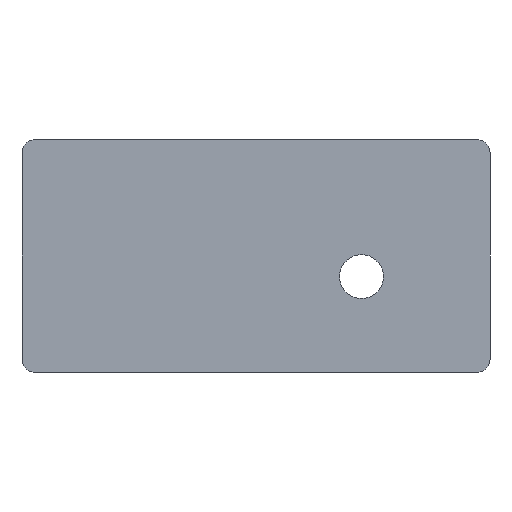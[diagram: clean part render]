
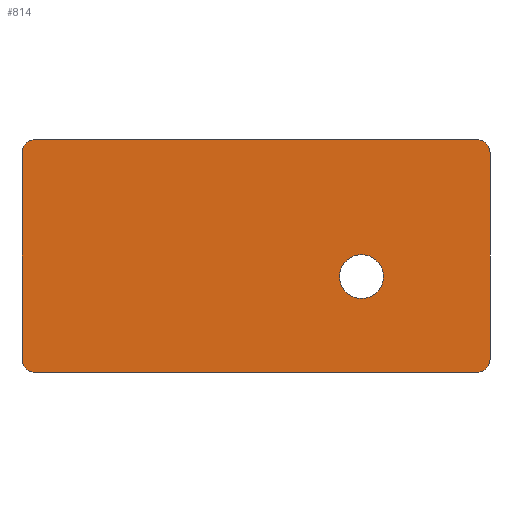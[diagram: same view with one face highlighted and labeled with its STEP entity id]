
A CAD part, front view. The second image highlights one B-rep face of the part: STEP entity #814.
In plain terms, the highlighted planar face has unit normal (0, -1, 0).
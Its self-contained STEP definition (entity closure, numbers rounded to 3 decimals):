
#19=FACE_BOUND('',#138,.T.);
#53=PLANE('',#885);
#94=FACE_OUTER_BOUND('',#137,.T.);
#137=EDGE_LOOP('',(#758,#759,#760,#761,#762,#763,#764,#765));
#138=EDGE_LOOP('',(#766));
#169=LINE('',#1176,#267);
#174=LINE('',#1190,#272);
#235=LINE('',#1328,#333);
#236=LINE('',#1330,#334);
#267=VECTOR('',#936,10.);
#272=VECTOR('',#951,10.);
#333=VECTOR('',#1094,10.);
#334=VECTOR('',#1097,10.);
#336=CIRCLE('',#831,2.);
#341=CIRCLE('',#839,2.);
#342=CIRCLE('',#841,2.);
#343=CIRCLE('',#844,2.);
#348=CIRCLE('',#861,3.3);
#351=VERTEX_POINT('',#1105);
#352=VERTEX_POINT('',#1107);
#384=VERTEX_POINT('',#1175);
#385=VERTEX_POINT('',#1179);
#386=VERTEX_POINT('',#1183);
#387=VERTEX_POINT('',#1185);
#388=VERTEX_POINT('',#1189);
#389=VERTEX_POINT('',#1193);
#406=VERTEX_POINT('',#1247);
#427=EDGE_CURVE('',#351,#352,#336,.T.);
#461=EDGE_CURVE('',#384,#352,#169,.T.);
#463=EDGE_CURVE('',#384,#385,#341,.T.);
#466=EDGE_CURVE('',#386,#387,#342,.T.);
#468=EDGE_CURVE('',#388,#387,#174,.T.);
#470=EDGE_CURVE('',#388,#389,#343,.T.);
#497=EDGE_CURVE('',#406,#406,#348,.T.);
#537=EDGE_CURVE('',#386,#385,#235,.T.);
#538=EDGE_CURVE('',#351,#389,#236,.T.);
#758=ORIENTED_EDGE('',*,*,#427,.F.);
#759=ORIENTED_EDGE('',*,*,#538,.T.);
#760=ORIENTED_EDGE('',*,*,#470,.F.);
#761=ORIENTED_EDGE('',*,*,#468,.T.);
#762=ORIENTED_EDGE('',*,*,#466,.F.);
#763=ORIENTED_EDGE('',*,*,#537,.T.);
#764=ORIENTED_EDGE('',*,*,#463,.F.);
#765=ORIENTED_EDGE('',*,*,#461,.T.);
#766=ORIENTED_EDGE('',*,*,#497,.T.);
#814=ADVANCED_FACE('',(#94,#19),#53,.F.);
#831=AXIS2_PLACEMENT_3D('',#1108,#893,#894);
#839=AXIS2_PLACEMENT_3D('',#1180,#940,#941);
#841=AXIS2_PLACEMENT_3D('',#1186,#946,#947);
#844=AXIS2_PLACEMENT_3D('',#1194,#955,#956);
#861=AXIS2_PLACEMENT_3D('',#1248,#1009,#1010);
#885=AXIS2_PLACEMENT_3D('',#1331,#1098,#1099);
#893=DIRECTION('center_axis',(0.,1.,0.));
#894=DIRECTION('ref_axis',(-0.707,0.,0.707));
#936=DIRECTION('',(-1.,0.,0.));
#940=DIRECTION('center_axis',(0.,1.,0.));
#941=DIRECTION('ref_axis',(0.707,0.,0.707));
#946=DIRECTION('center_axis',(0.,1.,0.));
#947=DIRECTION('ref_axis',(0.707,0.,-0.707));
#951=DIRECTION('',(1.,0.,0.));
#955=DIRECTION('center_axis',(0.,1.,0.));
#956=DIRECTION('ref_axis',(-0.707,0.,-0.707));
#1009=DIRECTION('center_axis',(0.,1.,0.));
#1010=DIRECTION('ref_axis',(1.,0.,0.));
#1094=DIRECTION('',(0.,0.,1.));
#1097=DIRECTION('',(0.,0.,-1.));
#1098=DIRECTION('center_axis',(0.,1.,0.));
#1099=DIRECTION('ref_axis',(1.,0.,0.));
#1105=CARTESIAN_POINT('',(-2.,0.,31.));
#1107=CARTESIAN_POINT('',(0.,0.,33.));
#1108=CARTESIAN_POINT('Origin',(0.,0.,31.));
#1175=CARTESIAN_POINT('',(66.3,0.,33.));
#1176=CARTESIAN_POINT('',(68.3,0.,33.));
#1179=CARTESIAN_POINT('',(68.3,0.,31.));
#1180=CARTESIAN_POINT('Origin',(66.3,0.,31.));
#1183=CARTESIAN_POINT('',(68.3,0.,0.));
#1185=CARTESIAN_POINT('',(66.3,0.,-2.));
#1186=CARTESIAN_POINT('Origin',(66.3,0.,0.));
#1189=CARTESIAN_POINT('',(0.,0.,-2.));
#1190=CARTESIAN_POINT('',(-2.,0.,-2.));
#1193=CARTESIAN_POINT('',(-2.,0.,0.));
#1194=CARTESIAN_POINT('Origin',(0.,0.,0.));
#1247=CARTESIAN_POINT('',(45.7,0.,12.4));
#1248=CARTESIAN_POINT('Origin',(49.,0.,12.4));
#1328=CARTESIAN_POINT('',(68.3,0.,-2.));
#1330=CARTESIAN_POINT('',(-2.,0.,33.));
#1331=CARTESIAN_POINT('Origin',(33.15,0.,15.5));
